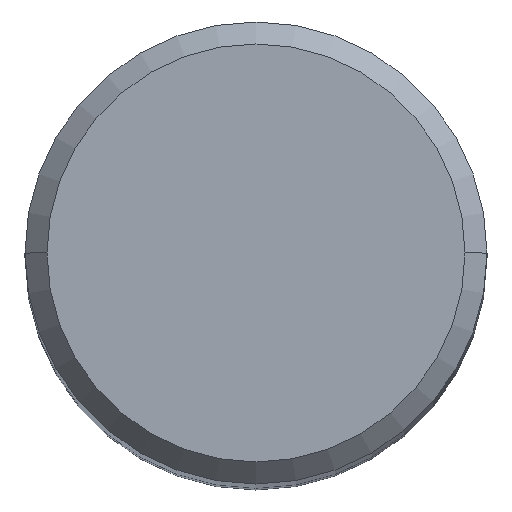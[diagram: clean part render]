
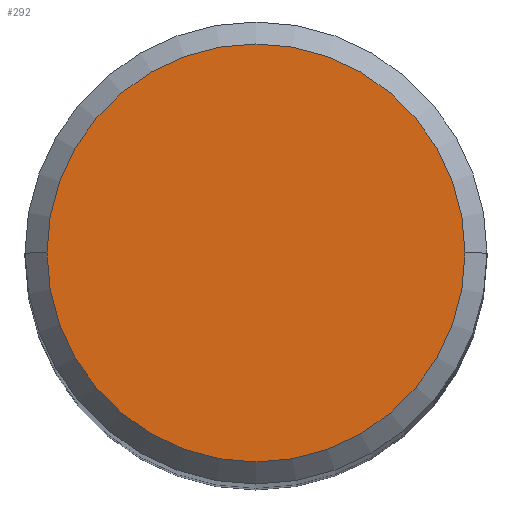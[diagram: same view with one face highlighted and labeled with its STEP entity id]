
A CAD part, top view. The second image highlights one B-rep face of the part: STEP entity #292.
In plain terms, the highlighted planar face has unit normal (0, 0, 1).
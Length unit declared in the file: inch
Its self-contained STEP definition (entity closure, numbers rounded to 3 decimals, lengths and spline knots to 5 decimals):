
#1 = CARTESIAN_POINT ( 'NONE',  ( 0., 0., 2.48032 ) ) ;
#26 = DIRECTION ( 'NONE',  ( 1., 0., 0. ) ) ;
#66 = EDGE_CURVE ( 'NONE', #212, #182, #207, .T. ) ;
#119 = EDGE_CURVE ( 'NONE', #182, #212, #148, .T. ) ;
#131 = AXIS2_PLACEMENT_3D ( 'NONE', #246, #316, #270 ) ;
#145 = FACE_OUTER_BOUND ( 'NONE', #171, .T. ) ;
#148 = CIRCLE ( 'NONE', #306, 0.14248 ) ;
#163 = CARTESIAN_POINT ( 'NONE',  ( 0.14248, 0., 2.48032 ) ) ;
#170 = ORIENTED_EDGE ( 'NONE', *, *, #66, .T. ) ;
#171 = EDGE_LOOP ( 'NONE', ( #223, #170 ) ) ;
#182 = VERTEX_POINT ( 'NONE', #291 ) ;
#190 = AXIS2_PLACEMENT_3D ( 'NONE', #1, #278, #226 ) ;
#207 = CIRCLE ( 'NONE', #131, 0.14248 ) ;
#212 = VERTEX_POINT ( 'NONE', #163 ) ;
#213 = DIRECTION ( 'NONE',  ( 0., 0., 1. ) ) ;
#223 = ORIENTED_EDGE ( 'NONE', *, *, #119, .T. ) ;
#226 = DIRECTION ( 'NONE',  ( 1., 0., 0. ) ) ;
#246 = CARTESIAN_POINT ( 'NONE',  ( 0., 0., 2.48032 ) ) ;
#250 = PLANE ( 'NONE',  #190 ) ;
#270 = DIRECTION ( 'NONE',  ( 1., 0., 0. ) ) ;
#272 = CARTESIAN_POINT ( 'NONE',  ( 0., 0., 2.48032 ) ) ;
#278 = DIRECTION ( 'NONE',  ( 0., 0., 1. ) ) ;
#291 = CARTESIAN_POINT ( 'NONE',  ( -0.14248, 0., 2.48032 ) ) ;
#292 = ADVANCED_FACE ( 'NONE', ( #145 ), #250, .T. ) ;
#306 = AXIS2_PLACEMENT_3D ( 'NONE', #272, #213, #26 ) ;
#316 = DIRECTION ( 'NONE',  ( 0., 0., 1. ) ) ;
